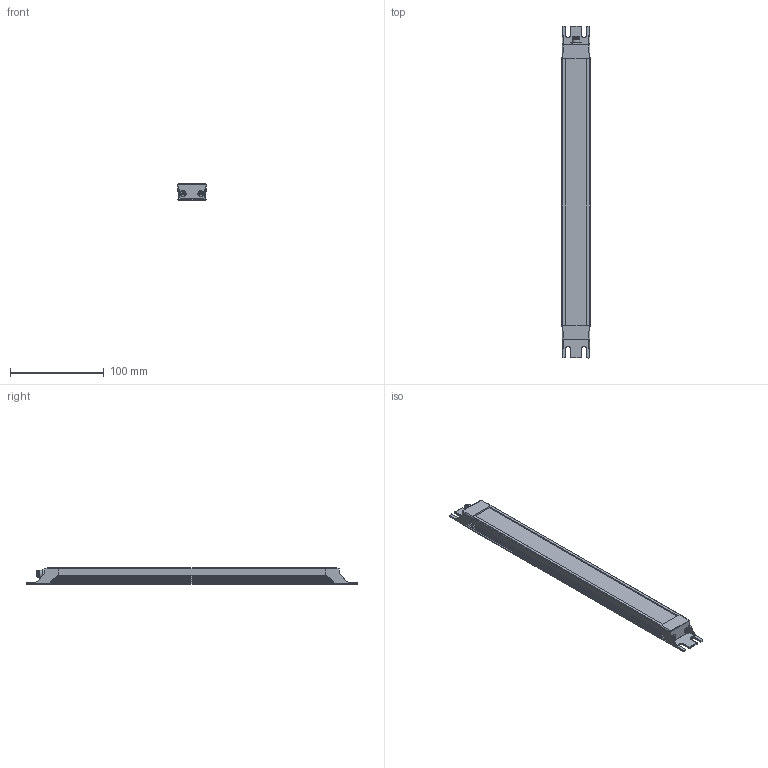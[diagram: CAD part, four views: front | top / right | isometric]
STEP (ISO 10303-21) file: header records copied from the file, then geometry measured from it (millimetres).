
FILE_DESCRIPTION(('CATIA V5 STEP Exchange','CAx-IF Rec.Pracs.--- Model Styling and Organization---1.4--- 2014-01-23'),'2;1');
FILE_NAME ('1483067-1_0', '2022-11-09T06:11:35+00:00', ('none'), ('Weidmueller'), 'CATIA Version 5-6 Release 2016 SP3 HF44', 'CATIA V5 STEP AP214', 'none');
FILE_SCHEMA(('AUTOMOTIVE_DESIGN { 1 0 10303 214 1 1 1 1 }'));
Length unit declared in the file: millimetre
Products named in the file (1): 2899900000
Bounding box: 30 x 355 x 17.55 mm (x, y, z)
Volume: 138829.1 mm3; surface area: 46791.2 mm2
Topology: 4 solids, 4 shells, 552 faces, 1498 edges, 929 vertices
Faces by surface type: cylinder 268, plane 156, cone 48, sphere 40, bspline 28, torus 12
Entity records: 18711 total; most frequent: CARTESIAN_POINT 6145, ORIENTED_EDGE 2916, DIRECTION 2057, EDGE_CURVE 1458, VERTEX_POINT 929, AXIS2_PLACEMENT_3D 884, VECTOR 652, LINE 652
